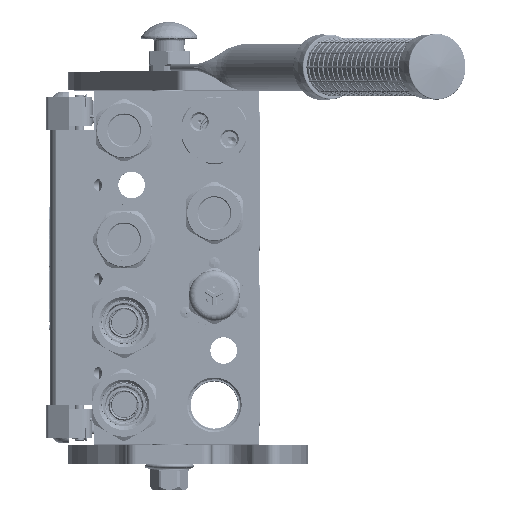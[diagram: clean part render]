
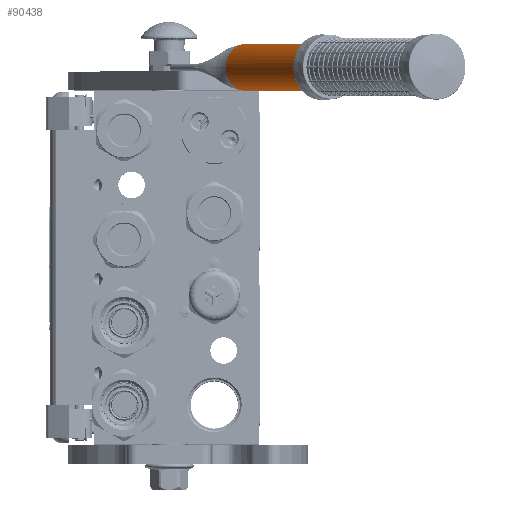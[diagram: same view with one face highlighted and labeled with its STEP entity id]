
A CAD part, top view. The second image highlights one B-rep face of the part: STEP entity #90438.
In plain terms, the highlighted cylindrical face has radius 12.5 mm (diameter 25 mm), a partial arc.
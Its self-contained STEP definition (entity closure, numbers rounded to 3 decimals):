
#1696 = VECTOR ( 'NONE', #58619, 1000. ) ;
#3619 = DIRECTION ( 'NONE',  ( 0., 1., 0. ) ) ;
#7881 = CARTESIAN_POINT ( 'NONE',  ( -12.484, 0.186, -0.638 ) ) ;
#8811 = CARTESIAN_POINT ( 'NONE',  ( 12.5, 0.24, 0. ) ) ;
#8849 = CARTESIAN_POINT ( 'NONE',  ( -12.481, 0.178, -0.683 ) ) ;
#9381 = CIRCLE ( 'NONE', #26137, 12.5 ) ;
#11525 = VERTEX_POINT ( 'NONE', #238427 ) ;
#13336 = DIRECTION ( 'NONE',  ( 0.994, 0., -0.109 ) ) ;
#16986 = EDGE_CURVE ( 'NONE', #283050, #96580, #160007, .T. ) ;
#20811 = DIRECTION ( 'NONE',  ( 0.994, 0., -0.109 ) ) ;
#21767 = DIRECTION ( 'NONE',  ( 0., 1., 0. ) ) ;
#23290 = CARTESIAN_POINT ( 'NONE',  ( 0., 0., 0. ) ) ;
#26137 = AXIS2_PLACEMENT_3D ( 'NONE', #127263, #241288, #13336 ) ;
#30484 = CARTESIAN_POINT ( 'NONE',  ( -12.426, 0., -1.36 ) ) ;
#31350 = VECTOR ( 'NONE', #3619, 1000. ) ;
#31456 = CARTESIAN_POINT ( 'NONE',  ( -12.472, 0.146, -0.859 ) ) ;
#33336 = CARTESIAN_POINT ( 'NONE',  ( 12.479, 0.172, -0.721 ) ) ;
#33373 = CARTESIAN_POINT ( 'NONE',  ( -12.482, 0.182, -0.665 ) ) ;
#35274 = CARTESIAN_POINT ( 'NONE',  ( 12.5, 0.24, -0.216 ) ) ;
#36137 = VERTEX_POINT ( 'NONE', #193525 ) ;
#40802 = CARTESIAN_POINT ( 'NONE',  ( -12.426, 0., -1.36 ) ) ;
#41015 = DIRECTION ( 'NONE',  ( 0., -1., 0. ) ) ;
#42969 = DIRECTION ( 'NONE',  ( 1., 0., 0. ) ) ;
#44304 = B_SPLINE_CURVE_WITH_KNOTS ( 'NONE', 3,
 ( #138511, #251576, #274173, #122722, #278993, #56812, #280912, #257332, #146214, #53945, #77553, #260218, #33336, #234810, #35274, #8811 ),
 .UNSPECIFIED., .F., .F.,
 ( 4, 2, 1, 2, 2, 1, 2, 2, 4 ),
 ( 0., 0.25, 0.313, 0.328, 0.344, 0.375, 0.438, 0.5, 1. ),
 .UNSPECIFIED. ) ;
#45460 = DIRECTION ( 'NONE',  ( 1., 0., 0. ) ) ;
#53945 = CARTESIAN_POINT ( 'NONE',  ( 12.471, 0.146, -0.847 ) ) ;
#54521 = CIRCLE ( 'NONE', #164147, 12.5 ) ;
#54956 = CARTESIAN_POINT ( 'NONE',  ( -12.481, 0.178, -0.688 ) ) ;
#56812 = CARTESIAN_POINT ( 'NONE',  ( 12.466, 0.127, -0.927 ) ) ;
#57154 = CARTESIAN_POINT ( 'NONE',  ( 12.5, 198., 0. ) ) ;
#57914 = EDGE_CURVE ( 'NONE', #275550, #36137, #54521, .T. ) ;
#58619 = DIRECTION ( 'NONE',  ( 0., 1., 0. ) ) ;
#62425 = B_SPLINE_CURVE_WITH_KNOTS ( 'NONE', 3,
 ( #72726, #118922, #116006, #189518, #188573, #143385, #256418, #7881, #33373, #190482, #8849, #54956, #31456, #165968, #30484 ),
 .UNSPECIFIED., .F., .F.,
 ( 4, 2, 2, 1, 1, 1, 2, 2, 4 ),
 ( 0., 0.25, 0.375, 0.438, 0.469, 0.484, 0.492, 0.5, 1. ),
 .UNSPECIFIED. ) ;
#68974 = ORIENTED_EDGE ( 'NONE', *, *, #198741, .F. ) ;
#71337 = CARTESIAN_POINT ( 'NONE',  ( 12.5, 0.24, 0. ) ) ;
#72726 = CARTESIAN_POINT ( 'NONE',  ( -12.5, 0.24, 0. ) ) ;
#74196 = CIRCLE ( 'NONE', #144488, 12.5 ) ;
#76389 = ORIENTED_EDGE ( 'NONE', *, *, #57914, .T. ) ;
#77553 = CARTESIAN_POINT ( 'NONE',  ( 12.474, 0.155, -0.804 ) ) ;
#89218 = ORIENTED_EDGE ( 'NONE', *, *, #133662, .F. ) ;
#90438 = ADVANCED_FACE ( 'NONE', ( #98275 ), #150853, .T. ) ;
#96580 = VERTEX_POINT ( 'NONE', #143353 ) ;
#98275 = FACE_OUTER_BOUND ( 'NONE', #199911, .T. ) ;
#116006 = CARTESIAN_POINT ( 'NONE',  ( -12.499, 0.235, -0.221 ) ) ;
#118922 = CARTESIAN_POINT ( 'NONE',  ( -12.5, 0.24, -0.108 ) ) ;
#122722 = CARTESIAN_POINT ( 'NONE',  ( 12.461, 0.114, -0.981 ) ) ;
#127263 = CARTESIAN_POINT ( 'NONE',  ( 0., 0., 0. ) ) ;
#133662 = EDGE_CURVE ( 'NONE', #11525, #209938, #228151, .T. ) ;
#136781 = CARTESIAN_POINT ( 'NONE',  ( 0., 198., 0. ) ) ;
#138511 = CARTESIAN_POINT ( 'NONE',  ( 12.426, 0., -1.36 ) ) ;
#143353 = CARTESIAN_POINT ( 'NONE',  ( -12.5, 198., 0. ) ) ;
#143385 = CARTESIAN_POINT ( 'NONE',  ( -12.488, 0.202, -0.541 ) ) ;
#144488 = AXIS2_PLACEMENT_3D ( 'NONE', #136781, #270461, #45460 ) ;
#145760 = ORIENTED_EDGE ( 'NONE', *, *, #156822, .F. ) ;
#146214 = CARTESIAN_POINT ( 'NONE',  ( 12.468, 0.136, -0.889 ) ) ;
#146350 = VERTEX_POINT ( 'NONE', #40802 ) ;
#150853 = CYLINDRICAL_SURFACE ( 'NONE', #256311, 12.5 ) ;
#156822 = EDGE_CURVE ( 'NONE', #283050, #146350, #62425, .T. ) ;
#160007 = LINE ( 'NONE', #237586, #1696 ) ;
#164147 = AXIS2_PLACEMENT_3D ( 'NONE', #225109, #21767, #20811 ) ;
#165968 = CARTESIAN_POINT ( 'NONE',  ( -12.456, 0.096, -1.087 ) ) ;
#175915 = ORIENTED_EDGE ( 'NONE', *, *, #16986, .T. ) ;
#184082 = CARTESIAN_POINT ( 'NONE',  ( 12.426, 0., -1.36 ) ) ;
#188573 = CARTESIAN_POINT ( 'NONE',  ( -12.492, 0.214, -0.452 ) ) ;
#189518 = CARTESIAN_POINT ( 'NONE',  ( -12.494, 0.22, -0.394 ) ) ;
#190482 = CARTESIAN_POINT ( 'NONE',  ( -12.482, 0.18, -0.676 ) ) ;
#193525 = CARTESIAN_POINT ( 'NONE',  ( 0., 0., -12.5 ) ) ;
#198741 = EDGE_CURVE ( 'NONE', #209938, #96580, #74196, .T. ) ;
#199911 = EDGE_LOOP ( 'NONE', ( #76389, #248227, #145760, #175915, #68974, #89218, #286581 ) ) ;
#209938 = VERTEX_POINT ( 'NONE', #57154 ) ;
#225109 = CARTESIAN_POINT ( 'NONE',  ( 0., 0., 0. ) ) ;
#228151 = LINE ( 'NONE', #71337, #31350 ) ;
#230592 = CARTESIAN_POINT ( 'NONE',  ( -12.5, 0.24, 0. ) ) ;
#234810 = CARTESIAN_POINT ( 'NONE',  ( 12.494, 0.221, -0.449 ) ) ;
#237586 = CARTESIAN_POINT ( 'NONE',  ( -12.5, 0.24, 0. ) ) ;
#238427 = CARTESIAN_POINT ( 'NONE',  ( 12.5, 0.24, 0. ) ) ;
#241288 = DIRECTION ( 'NONE',  ( 0., 1., 0. ) ) ;
#248227 = ORIENTED_EDGE ( 'NONE', *, *, #254726, .T. ) ;
#251576 = CARTESIAN_POINT ( 'NONE',  ( 12.441, 0.049, -1.219 ) ) ;
#254726 = EDGE_CURVE ( 'NONE', #36137, #146350, #9381, .T. ) ;
#256311 = AXIS2_PLACEMENT_3D ( 'NONE', #23290, #41015, #42969 ) ;
#256418 = CARTESIAN_POINT ( 'NONE',  ( -12.486, 0.195, -0.586 ) ) ;
#257332 = CARTESIAN_POINT ( 'NONE',  ( 12.467, 0.131, -0.91 ) ) ;
#260218 = CARTESIAN_POINT ( 'NONE',  ( 12.478, 0.167, -0.748 ) ) ;
#270461 = DIRECTION ( 'NONE',  ( 0., 1., 0. ) ) ;
#274173 = CARTESIAN_POINT ( 'NONE',  ( 12.452, 0.083, -1.1 ) ) ;
#274737 = EDGE_CURVE ( 'NONE', #275550, #11525, #44304, .T. ) ;
#275550 = VERTEX_POINT ( 'NONE', #184082 ) ;
#278993 = CARTESIAN_POINT ( 'NONE',  ( 12.464, 0.121, -0.953 ) ) ;
#280912 = CARTESIAN_POINT ( 'NONE',  ( 12.466, 0.13, -0.917 ) ) ;
#283050 = VERTEX_POINT ( 'NONE', #230592 ) ;
#286581 = ORIENTED_EDGE ( 'NONE', *, *, #274737, .F. ) ;
